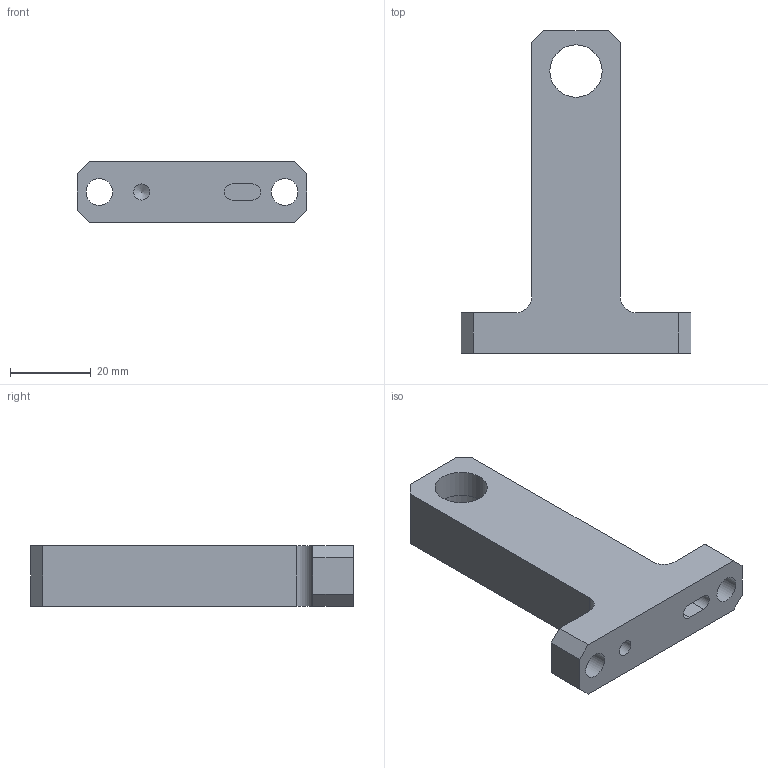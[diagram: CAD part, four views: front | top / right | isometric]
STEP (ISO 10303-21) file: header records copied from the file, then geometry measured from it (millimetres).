
FILE_DESCRIPTION(/* description */ ('Lens mount, 15mm, epoxied'),/* implementation_level */ '2;1');
FILE_NAME(/* name */ 'FAB-OX0015-LensMount-15mm-epoxied.stp',/* time_stamp */ '2020-02-10T12:00:23+00:00',/* author */ ('whgu0532'),/* organization */ (''),/* preprocessor_version */ 'ST-DEVELOPER v18',/* originating_system */ 'Autodesk Inventor 2020',/* authorisation */ '');
FILE_SCHEMA (('AUTOMOTIVE_DESIGN { 1 0 10303 214 3 1 1 }'));
Length unit declared in the file: millimetre
Products named in the file (1): FAB-OX0015
Bounding box: 57 x 80 x 15 mm (x, y, z)
Volume: 27981.6 mm3; surface area: 9138.1 mm2
Topology: 1 solids, 1 shells, 38 faces, 109 edges, 72 vertices
Faces by surface type: plane 20, cylinder 14, cone 4
Full cylindrical faces by diameter (mm): 4 x1, 6.6 x2, 13 x1
Entity records: 1325 total; most frequent: DIRECTION 222, CARTESIAN_POINT 216, ORIENTED_EDGE 210, EDGE_CURVE 105, AXIS2_PLACEMENT_3D 78, VERTEX_POINT 72, LINE 66, VECTOR 66
